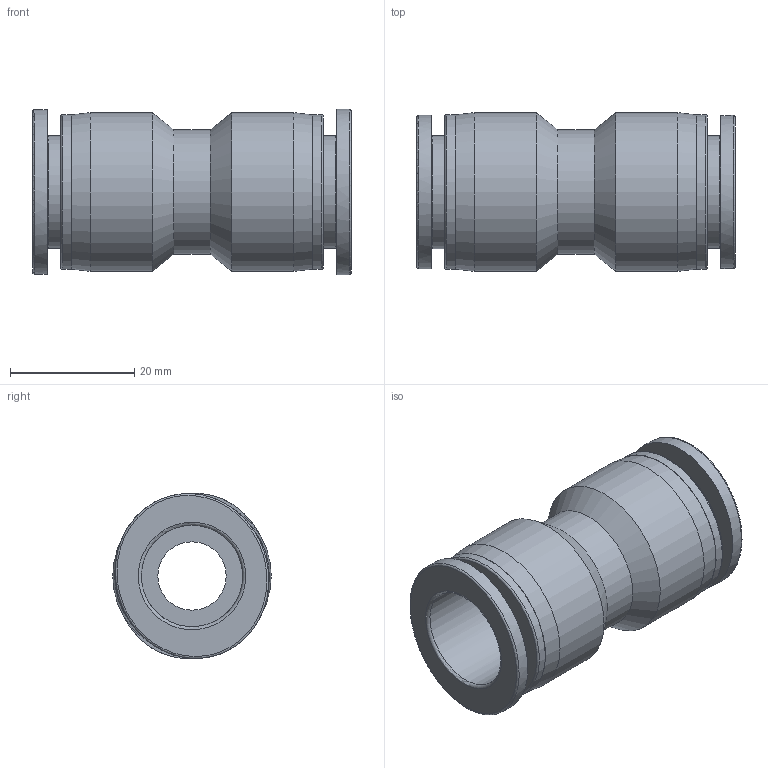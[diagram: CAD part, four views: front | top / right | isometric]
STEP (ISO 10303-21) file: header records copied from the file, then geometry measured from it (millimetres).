
FILE_DESCRIPTION(('FreeCAD Model'),'2;1');
FILE_NAME('Open CASCADE Shape Model','2025-05-11T15:44:23',('Author'),( ''),'Open CASCADE STEP processor 7.8','FreeCAD','Unknown');
FILE_SCHEMA(('AUTOMOTIVE_DESIGN { 1 0 10303 214 1 1 1 1 }'));
Length unit declared in the file: millimetre
Products named in the file (2): PU 16; PU 16-01
Assembly tree (1 placements, depth 2):
  PU 16
    PU 16-01
Bounding box: 51.2 x 25.5 x 26.59 mm (x, y, z)
Volume: 12631.5 mm3; surface area: 8283.6 mm2
Topology: 1 solids, 1 shells, 34 faces, 61 edges, 37 vertices
Faces by surface type: cylinder 10, plane 10, torus 6, cone 4, bspline 4
Full cylindrical faces by diameter (mm): 11 x1, 16.3 x2, 18.2 x2, 20 x1, 24.9 x2, 25.5 x2
Entity records: 4315 total; most frequent: CARTESIAN_POINT 2888, DIRECTION 232, ORIENTED_EDGE 122, PCURVE 122, DEFINITIONAL_REPRESENTATION 122, LINE 93, VECTOR 93, AXIS2_PLACEMENT_3D 63
